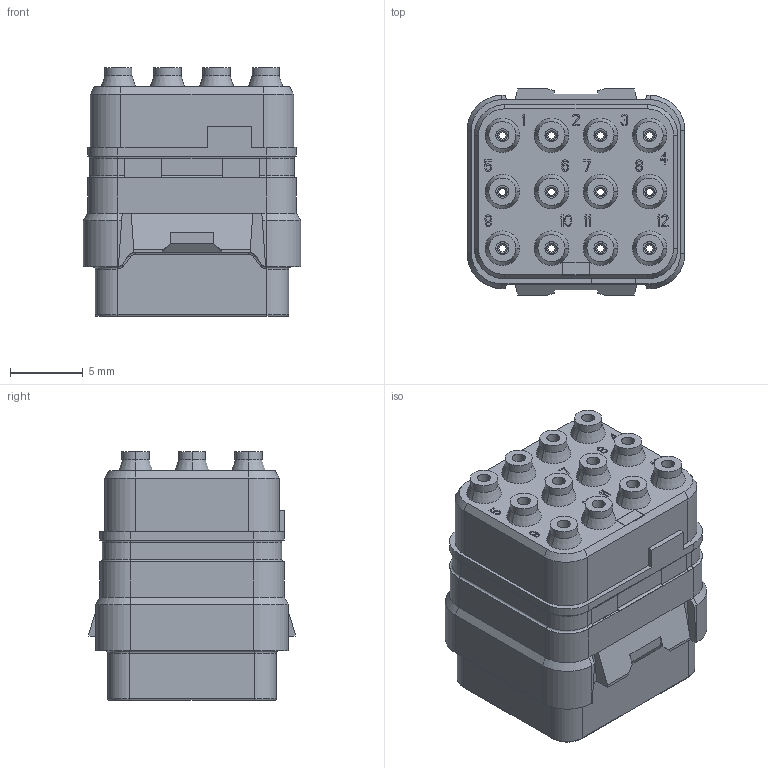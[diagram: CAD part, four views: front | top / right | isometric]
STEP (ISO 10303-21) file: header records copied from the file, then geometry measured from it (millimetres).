
FILE_DESCRIPTION((''),'2;1');
FILE_NAME('SIMM0912PD','2020-02-06T',('presta_be4'),(''),'CREO PARAMETRIC BY PTC INC, 2018360','CREO PARAMETRIC BY PTC INC, 2018360','');
FILE_SCHEMA(('CONFIG_CONTROL_DESIGN'));
Products named in the file (1): SIMM0912PD
Bounding box: 15 x 14.2 x 17.14 mm (x, y, z)
Volume: 2006.4 mm3; surface area: 3053 mm2
Topology: 1 solids, 1 shells, 2344 faces, 5959 edges, 3736 vertices
Faces by surface type: plane 1336, cylinder 396, torus 312, cone 296, bspline 4
Entity records: 70807 total; most frequent: CARTESIAN_POINT 13643, DIRECTION 11993, ORIENTED_EDGE 11918, EDGE_CURVE 5959, AXIS2_PLACEMENT_3D 4100, VECTOR 3793, LINE 3793, VERTEX_POINT 3736
